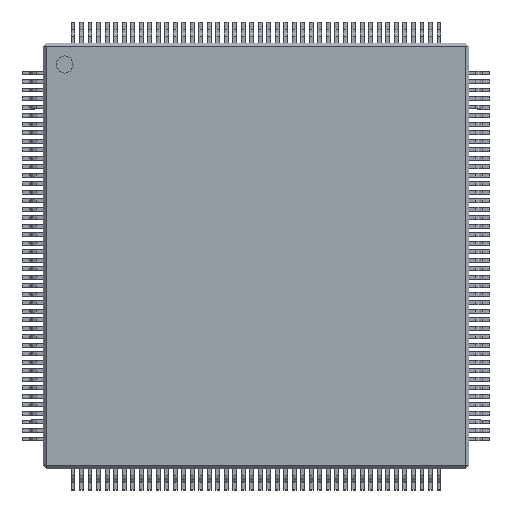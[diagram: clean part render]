
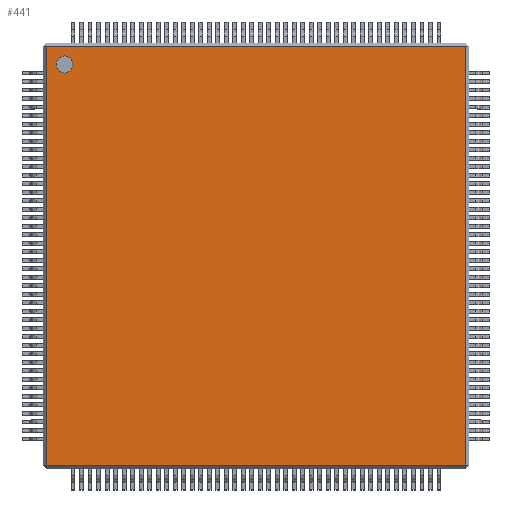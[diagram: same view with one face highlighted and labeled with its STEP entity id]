
A CAD part, top view. The second image highlights one B-rep face of the part: STEP entity #441.
In plain terms, the highlighted planar face has unit normal (0, 0, 1).
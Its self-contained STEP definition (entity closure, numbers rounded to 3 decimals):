
#13=DIRECTION('',(0.,0.,1.));
#14=DIRECTION('',(1.,0.,0.));
#240=VECTOR('',#241,1.);
#241=DIRECTION('',(0.,1.,0.));
#314=VERTEX_POINT('',#315);
#315=CARTESIAN_POINT('',(-9.85,-9.85,1.4));
#323=VERTEX_POINT('',#324);
#324=CARTESIAN_POINT('',(-9.85,9.85,1.4));
#329=ORIENTED_EDGE('',*,*,#330,.F.);
#330=EDGE_CURVE('',#314,#323,#331,.T.);
#331=LINE('',#332,#240);
#332=CARTESIAN_POINT('',(-9.85,-10.,1.4));
#398=VECTOR('',#14,1.);
#441=ADVANCED_FACE('',(#442,#460),#469,.T.);
#442=FACE_BOUND('',#443,.T.);
#443=EDGE_LOOP('',(#329,#444,#450,#456));
#444=ORIENTED_EDGE('',*,*,#445,.T.);
#445=EDGE_CURVE('',#314,#446,#448,.T.);
#446=VERTEX_POINT('',#447);
#447=CARTESIAN_POINT('',(9.85,-9.85,1.4));
#448=LINE('',#449,#398);
#449=CARTESIAN_POINT('',(-10.,-9.85,1.4));
#450=ORIENTED_EDGE('',*,*,#451,.T.);
#451=EDGE_CURVE('',#446,#452,#454,.T.);
#452=VERTEX_POINT('',#453);
#453=CARTESIAN_POINT('',(9.85,9.85,1.4));
#454=LINE('',#455,#240);
#455=CARTESIAN_POINT('',(9.85,-10.,1.4));
#456=ORIENTED_EDGE('',*,*,#457,.F.);
#457=EDGE_CURVE('',#323,#452,#458,.T.);
#458=LINE('',#459,#398);
#459=CARTESIAN_POINT('',(-10.,9.85,1.4));
#460=FACE_BOUND('',#461,.T.);
#461=EDGE_LOOP('',(#462));
#462=ORIENTED_EDGE('',*,*,#463,.F.);
#463=EDGE_CURVE('',#464,#464,#466,.T.);
#464=VERTEX_POINT('',#465);
#465=CARTESIAN_POINT('',(-8.6,9.,1.4));
#466=CIRCLE('',#467,0.4);
#467=AXIS2_PLACEMENT_3D('',#468,#13,#14);
#468=CARTESIAN_POINT('',(-9.,9.,1.4));
#469=PLANE('',#470);
#470=AXIS2_PLACEMENT_3D('',#471,#13,#14);
#471=CARTESIAN_POINT('',(-10.,-10.,1.4));
